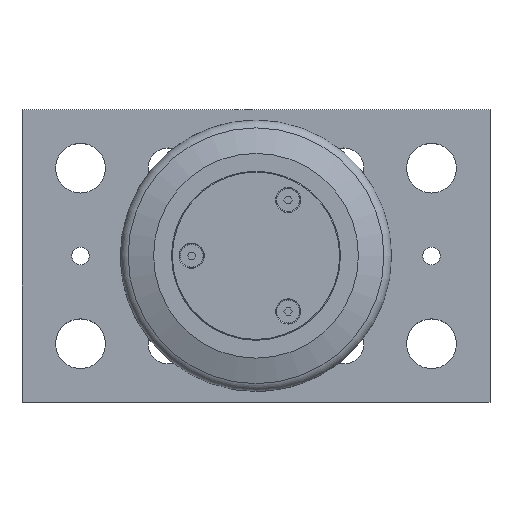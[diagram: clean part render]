
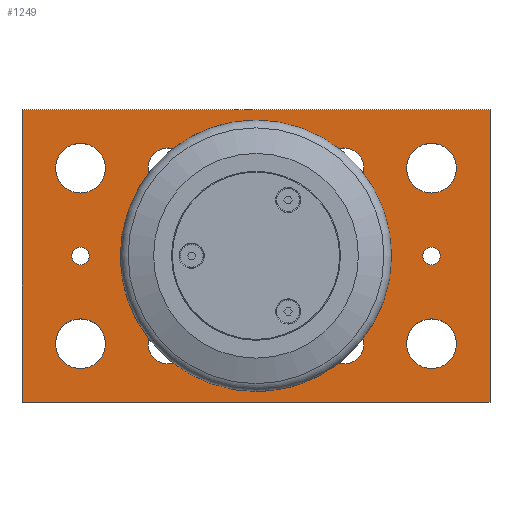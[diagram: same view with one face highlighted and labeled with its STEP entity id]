
A CAD part, top view. The second image highlights one B-rep face of the part: STEP entity #1249.
In plain terms, the highlighted planar face has unit normal (0, 0, 1).
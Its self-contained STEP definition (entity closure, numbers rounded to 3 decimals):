
#39=FACE_BOUND('',#296,.T.);
#40=FACE_BOUND('',#297,.T.);
#41=FACE_BOUND('',#298,.T.);
#42=FACE_BOUND('',#299,.T.);
#43=FACE_BOUND('',#300,.T.);
#44=FACE_BOUND('',#301,.T.);
#45=FACE_BOUND('',#302,.T.);
#46=FACE_BOUND('',#303,.T.);
#47=FACE_BOUND('',#304,.T.);
#48=FACE_BOUND('',#305,.T.);
#49=FACE_BOUND('',#306,.T.);
#109=CIRCLE('',#1384,29.);
#114=CIRCLE('',#1392,3.);
#115=CIRCLE('',#1393,3.);
#116=CIRCLE('',#1394,8.5);
#117=CIRCLE('',#1395,8.5);
#118=CIRCLE('',#1396,8.5);
#119=CIRCLE('',#1397,8.5);
#120=CIRCLE('',#1398,6.918);
#121=CIRCLE('',#1399,6.918);
#122=CIRCLE('',#1400,6.918);
#123=CIRCLE('',#1401,6.918);
#124=CIRCLE('',#1402,6.918);
#125=CIRCLE('',#1403,6.918);
#126=CIRCLE('',#1404,6.918);
#127=CIRCLE('',#1405,6.918);
#212=FACE_OUTER_BOUND('',#295,.T.);
#295=EDGE_LOOP('',(#1058,#1059,#1060,#1061));
#296=EDGE_LOOP('',(#1062));
#297=EDGE_LOOP('',(#1063));
#298=EDGE_LOOP('',(#1064));
#299=EDGE_LOOP('',(#1065));
#300=EDGE_LOOP('',(#1066));
#301=EDGE_LOOP('',(#1067));
#302=EDGE_LOOP('',(#1068,#1069));
#303=EDGE_LOOP('',(#1070,#1071));
#304=EDGE_LOOP('',(#1072,#1073));
#305=EDGE_LOOP('',(#1074,#1075));
#306=EDGE_LOOP('',(#1076));
#405=LINE('',#2116,#499);
#406=LINE('',#2118,#500);
#407=LINE('',#2120,#501);
#408=LINE('',#2121,#502);
#499=VECTOR('',#1718,10.);
#500=VECTOR('',#1719,10.);
#501=VECTOR('',#1720,10.);
#502=VECTOR('',#1721,10.);
#603=VERTEX_POINT('',#2099);
#608=VERTEX_POINT('',#2114);
#609=VERTEX_POINT('',#2115);
#610=VERTEX_POINT('',#2117);
#611=VERTEX_POINT('',#2119);
#612=VERTEX_POINT('',#2122);
#613=VERTEX_POINT('',#2124);
#614=VERTEX_POINT('',#2126);
#615=VERTEX_POINT('',#2128);
#616=VERTEX_POINT('',#2130);
#617=VERTEX_POINT('',#2132);
#618=VERTEX_POINT('',#2134);
#619=VERTEX_POINT('',#2135);
#620=VERTEX_POINT('',#2138);
#621=VERTEX_POINT('',#2139);
#622=VERTEX_POINT('',#2142);
#623=VERTEX_POINT('',#2143);
#624=VERTEX_POINT('',#2146);
#625=VERTEX_POINT('',#2147);
#759=EDGE_CURVE('',#603,#603,#109,.T.);
#765=EDGE_CURVE('',#608,#609,#405,.T.);
#766=EDGE_CURVE('',#610,#608,#406,.T.);
#767=EDGE_CURVE('',#611,#610,#407,.T.);
#768=EDGE_CURVE('',#609,#611,#408,.T.);
#769=EDGE_CURVE('',#612,#612,#114,.T.);
#770=EDGE_CURVE('',#613,#613,#115,.T.);
#771=EDGE_CURVE('',#614,#614,#116,.T.);
#772=EDGE_CURVE('',#615,#615,#117,.T.);
#773=EDGE_CURVE('',#616,#616,#118,.T.);
#774=EDGE_CURVE('',#617,#617,#119,.T.);
#775=EDGE_CURVE('',#618,#619,#120,.T.);
#776=EDGE_CURVE('',#619,#618,#121,.T.);
#777=EDGE_CURVE('',#620,#621,#122,.T.);
#778=EDGE_CURVE('',#621,#620,#123,.T.);
#779=EDGE_CURVE('',#622,#623,#124,.T.);
#780=EDGE_CURVE('',#623,#622,#125,.T.);
#781=EDGE_CURVE('',#624,#625,#126,.T.);
#782=EDGE_CURVE('',#625,#624,#127,.T.);
#1058=ORIENTED_EDGE('',*,*,#765,.F.);
#1059=ORIENTED_EDGE('',*,*,#766,.F.);
#1060=ORIENTED_EDGE('',*,*,#767,.F.);
#1061=ORIENTED_EDGE('',*,*,#768,.F.);
#1062=ORIENTED_EDGE('',*,*,#769,.T.);
#1063=ORIENTED_EDGE('',*,*,#770,.T.);
#1064=ORIENTED_EDGE('',*,*,#771,.T.);
#1065=ORIENTED_EDGE('',*,*,#772,.T.);
#1066=ORIENTED_EDGE('',*,*,#773,.T.);
#1067=ORIENTED_EDGE('',*,*,#774,.T.);
#1068=ORIENTED_EDGE('',*,*,#775,.T.);
#1069=ORIENTED_EDGE('',*,*,#776,.T.);
#1070=ORIENTED_EDGE('',*,*,#777,.T.);
#1071=ORIENTED_EDGE('',*,*,#778,.T.);
#1072=ORIENTED_EDGE('',*,*,#779,.T.);
#1073=ORIENTED_EDGE('',*,*,#780,.T.);
#1074=ORIENTED_EDGE('',*,*,#781,.T.);
#1075=ORIENTED_EDGE('',*,*,#782,.T.);
#1076=ORIENTED_EDGE('',*,*,#759,.T.);
#1190=PLANE('',#1391);
#1249=ADVANCED_FACE('',(#212,#39,#40,#41,#42,#43,#44,#45,#46,#47,#48,#49),
#1190,.T.);
#1384=AXIS2_PLACEMENT_3D('',#2101,#1701,#1702);
#1391=AXIS2_PLACEMENT_3D('',#2113,#1716,#1717);
#1392=AXIS2_PLACEMENT_3D('',#2123,#1722,#1723);
#1393=AXIS2_PLACEMENT_3D('',#2125,#1724,#1725);
#1394=AXIS2_PLACEMENT_3D('',#2127,#1726,#1727);
#1395=AXIS2_PLACEMENT_3D('',#2129,#1728,#1729);
#1396=AXIS2_PLACEMENT_3D('',#2131,#1730,#1731);
#1397=AXIS2_PLACEMENT_3D('',#2133,#1732,#1733);
#1398=AXIS2_PLACEMENT_3D('',#2136,#1734,#1735);
#1399=AXIS2_PLACEMENT_3D('',#2137,#1736,#1737);
#1400=AXIS2_PLACEMENT_3D('',#2140,#1738,#1739);
#1401=AXIS2_PLACEMENT_3D('',#2141,#1740,#1741);
#1402=AXIS2_PLACEMENT_3D('',#2144,#1742,#1743);
#1403=AXIS2_PLACEMENT_3D('',#2145,#1744,#1745);
#1404=AXIS2_PLACEMENT_3D('',#2148,#1746,#1747);
#1405=AXIS2_PLACEMENT_3D('',#2149,#1748,#1749);
#1701=DIRECTION('center_axis',(0.,0.,-1.));
#1702=DIRECTION('ref_axis',(0.,1.,0.));
#1716=DIRECTION('center_axis',(0.,0.,1.));
#1717=DIRECTION('ref_axis',(1.,0.,0.));
#1718=DIRECTION('',(0.,1.,0.));
#1719=DIRECTION('',(-1.,0.,0.));
#1720=DIRECTION('',(0.,-1.,0.));
#1721=DIRECTION('',(1.,0.,0.));
#1722=DIRECTION('center_axis',(0.,0.,-1.));
#1723=DIRECTION('ref_axis',(-1.,0.,0.));
#1724=DIRECTION('center_axis',(0.,0.,-1.));
#1725=DIRECTION('ref_axis',(-1.,0.,0.));
#1726=DIRECTION('center_axis',(0.,0.,-1.));
#1727=DIRECTION('ref_axis',(-1.,0.,0.));
#1728=DIRECTION('center_axis',(0.,0.,-1.));
#1729=DIRECTION('ref_axis',(-1.,0.,0.));
#1730=DIRECTION('center_axis',(0.,0.,-1.));
#1731=DIRECTION('ref_axis',(-1.,0.,0.));
#1732=DIRECTION('center_axis',(0.,0.,-1.));
#1733=DIRECTION('ref_axis',(-1.,0.,0.));
#1734=DIRECTION('center_axis',(0.,0.,-1.));
#1735=DIRECTION('ref_axis',(1.,0.,0.));
#1736=DIRECTION('center_axis',(0.,0.,-1.));
#1737=DIRECTION('ref_axis',(1.,0.,0.));
#1738=DIRECTION('center_axis',(0.,0.,-1.));
#1739=DIRECTION('ref_axis',(1.,0.,0.));
#1740=DIRECTION('center_axis',(0.,0.,-1.));
#1741=DIRECTION('ref_axis',(1.,0.,0.));
#1742=DIRECTION('center_axis',(0.,0.,-1.));
#1743=DIRECTION('ref_axis',(1.,0.,0.));
#1744=DIRECTION('center_axis',(0.,0.,-1.));
#1745=DIRECTION('ref_axis',(1.,0.,0.));
#1746=DIRECTION('center_axis',(0.,0.,-1.));
#1747=DIRECTION('ref_axis',(1.,0.,0.));
#1748=DIRECTION('center_axis',(0.,0.,-1.));
#1749=DIRECTION('ref_axis',(1.,0.,0.));
#2099=CARTESIAN_POINT('',(80.,21.,20.));
#2101=CARTESIAN_POINT('Origin',(80.,50.,20.));
#2113=CARTESIAN_POINT('Origin',(80.,50.,20.));
#2114=CARTESIAN_POINT('',(0.,0.,20.));
#2115=CARTESIAN_POINT('',(0.,100.,20.));
#2116=CARTESIAN_POINT('',(0.,100.,20.));
#2117=CARTESIAN_POINT('',(160.,0.,20.));
#2118=CARTESIAN_POINT('',(0.,0.,20.));
#2119=CARTESIAN_POINT('',(160.,100.,20.));
#2120=CARTESIAN_POINT('',(160.,0.,20.));
#2121=CARTESIAN_POINT('',(160.,100.,20.));
#2122=CARTESIAN_POINT('',(143.,50.,20.));
#2123=CARTESIAN_POINT('Origin',(140.,50.,20.));
#2124=CARTESIAN_POINT('',(23.,50.,20.));
#2125=CARTESIAN_POINT('Origin',(20.,50.,20.));
#2126=CARTESIAN_POINT('',(148.5,80.,20.));
#2127=CARTESIAN_POINT('Origin',(140.,80.,20.));
#2128=CARTESIAN_POINT('',(28.5,80.,20.));
#2129=CARTESIAN_POINT('Origin',(20.,80.,20.));
#2130=CARTESIAN_POINT('',(148.5,20.,20.));
#2131=CARTESIAN_POINT('Origin',(140.,20.,20.));
#2132=CARTESIAN_POINT('',(28.5,20.,20.));
#2133=CARTESIAN_POINT('Origin',(20.,20.,20.));
#2134=CARTESIAN_POINT('',(56.918,80.,20.));
#2135=CARTESIAN_POINT('',(43.083,80.,20.));
#2136=CARTESIAN_POINT('Origin',(50.,80.,20.));
#2137=CARTESIAN_POINT('Origin',(50.,80.,20.));
#2138=CARTESIAN_POINT('',(116.918,80.,20.));
#2139=CARTESIAN_POINT('',(103.083,80.,20.));
#2140=CARTESIAN_POINT('Origin',(110.,80.,20.));
#2141=CARTESIAN_POINT('Origin',(110.,80.,20.));
#2142=CARTESIAN_POINT('',(116.918,20.,20.));
#2143=CARTESIAN_POINT('',(103.083,20.,20.));
#2144=CARTESIAN_POINT('Origin',(110.,20.,20.));
#2145=CARTESIAN_POINT('Origin',(110.,20.,20.));
#2146=CARTESIAN_POINT('',(56.918,20.,20.));
#2147=CARTESIAN_POINT('',(43.083,20.,20.));
#2148=CARTESIAN_POINT('Origin',(50.,20.,20.));
#2149=CARTESIAN_POINT('Origin',(50.,20.,20.));
